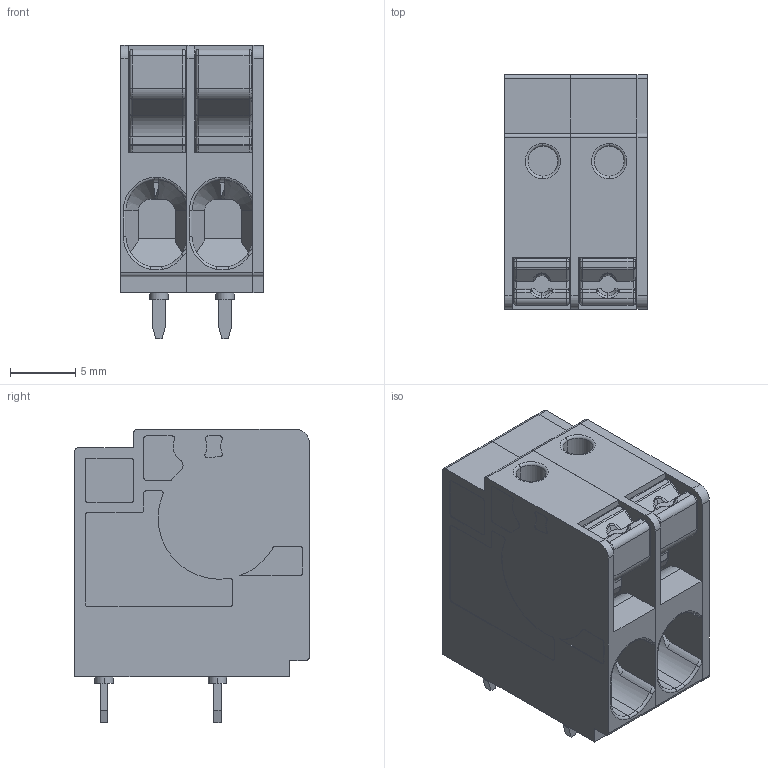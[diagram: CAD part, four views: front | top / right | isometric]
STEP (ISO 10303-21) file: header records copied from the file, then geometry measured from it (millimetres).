
FILE_DESCRIPTION(('STEP AP214'),'1');
FILE_NAME('1017503.stp','2021-03-20T03:02:07',('TraceParts'),('TraceParts S.A.'),'Spatial InterOp 3D',' ',' ');
FILE_SCHEMA(('AUTOMOTIVE_DESIGN { 1 0 10303 214 1 1 1 1 }'));
Length unit declared in the file: millimetre
Products named in the file (1): 1017503_1
Bounding box: 10.96 x 18 x 22.5 mm (x, y, z)
Volume: 2868.5 mm3; surface area: 4449.4 mm2
Topology: 13 solids, 13 shells, 1610 faces, 4326 edges, 2820 vertices
Faces by surface type: plane 1011, cylinder 321, torus 196, extrusion 36, bspline 18, sphere 16, cone 12
Entity records: 69867 total; most frequent: CARTESIAN_POINT 15914, ORIENTED_EDGE 8620, DIRECTION 8432, EDGE_CURVE 4310, VECTOR 3054, LINE 3018, VERTEX_POINT 2820, AXIS2_PLACEMENT_3D 2689
